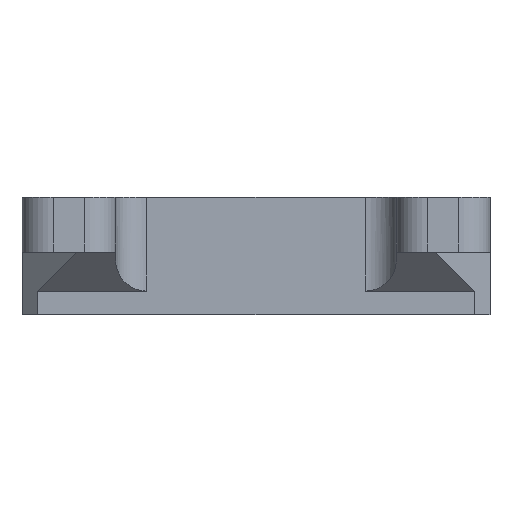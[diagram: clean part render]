
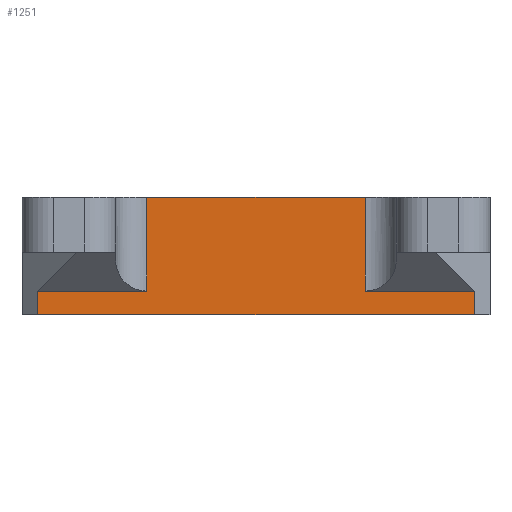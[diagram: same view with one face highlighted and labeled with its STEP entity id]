
A CAD part, front view. The second image highlights one B-rep face of the part: STEP entity #1251.
In plain terms, the highlighted planar face has unit normal (0, -1, 0).
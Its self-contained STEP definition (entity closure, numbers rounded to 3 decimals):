
#75=PLANE('',#1362);
#118=FACE_OUTER_BOUND('',#196,.T.);
#196=EDGE_LOOP('',(#890,#891,#892,#893,#894,#895,#896,#897));
#321=LINE('',#1959,#410);
#322=LINE('',#1963,#411);
#323=LINE('',#1965,#412);
#324=LINE('',#1967,#413);
#325=LINE('',#1969,#414);
#326=LINE('',#1971,#415);
#327=LINE('',#1973,#416);
#328=LINE('',#1974,#417);
#410=VECTOR('',#1557,10.);
#411=VECTOR('',#1562,10.);
#412=VECTOR('',#1563,10.);
#413=VECTOR('',#1564,10.);
#414=VECTOR('',#1565,10.);
#415=VECTOR('',#1566,10.);
#416=VECTOR('',#1567,10.);
#417=VECTOR('',#1568,10.);
#585=VERTEX_POINT('',#1956);
#586=VERTEX_POINT('',#1958);
#587=VERTEX_POINT('',#1962);
#588=VERTEX_POINT('',#1964);
#589=VERTEX_POINT('',#1966);
#590=VERTEX_POINT('',#1968);
#591=VERTEX_POINT('',#1970);
#592=VERTEX_POINT('',#1972);
#705=EDGE_CURVE('',#585,#586,#321,.T.);
#707=EDGE_CURVE('',#586,#587,#322,.T.);
#708=EDGE_CURVE('',#588,#585,#323,.T.);
#709=EDGE_CURVE('',#589,#588,#324,.T.);
#710=EDGE_CURVE('',#589,#590,#325,.T.);
#711=EDGE_CURVE('',#591,#590,#326,.T.);
#712=EDGE_CURVE('',#592,#591,#327,.T.);
#713=EDGE_CURVE('',#587,#592,#328,.T.);
#890=ORIENTED_EDGE('',*,*,#707,.F.);
#891=ORIENTED_EDGE('',*,*,#705,.F.);
#892=ORIENTED_EDGE('',*,*,#708,.F.);
#893=ORIENTED_EDGE('',*,*,#709,.F.);
#894=ORIENTED_EDGE('',*,*,#710,.T.);
#895=ORIENTED_EDGE('',*,*,#711,.F.);
#896=ORIENTED_EDGE('',*,*,#712,.F.);
#897=ORIENTED_EDGE('',*,*,#713,.F.);
#1251=ADVANCED_FACE('',(#118),#75,.T.);
#1362=AXIS2_PLACEMENT_3D('',#1961,#1560,#1561);
#1557=DIRECTION('',(1.,0.,0.));
#1560=DIRECTION('center_axis',(0.,-1.,0.));
#1561=DIRECTION('ref_axis',(1.,0.,0.));
#1562=DIRECTION('',(0.,0.,1.));
#1563=DIRECTION('',(0.,0.,1.));
#1564=DIRECTION('',(-1.,0.,0.));
#1565=DIRECTION('',(0.,0.,1.));
#1566=DIRECTION('',(1.,0.,0.));
#1567=DIRECTION('',(0.,0.,-1.));
#1568=DIRECTION('',(1.,0.,0.));
#1956=CARTESIAN_POINT('',(-28.,-30.,3.));
#1958=CARTESIAN_POINT('',(-14.,-30.,3.));
#1959=CARTESIAN_POINT('',(-2.,-30.,3.));
#1961=CARTESIAN_POINT('Origin',(-28.,-30.,0.));
#1962=CARTESIAN_POINT('',(-14.,-30.,15.));
#1963=CARTESIAN_POINT('',(-14.,-30.,4.));
#1964=CARTESIAN_POINT('',(-28.,-30.,0.));
#1965=CARTESIAN_POINT('',(-28.,-30.,0.));
#1966=CARTESIAN_POINT('',(28.,-30.,0.));
#1967=CARTESIAN_POINT('',(28.,-30.,0.));
#1968=CARTESIAN_POINT('',(28.,-30.,3.));
#1969=CARTESIAN_POINT('',(28.,-30.,0.));
#1970=CARTESIAN_POINT('',(14.,-30.,3.));
#1971=CARTESIAN_POINT('',(-2.,-30.,3.));
#1972=CARTESIAN_POINT('',(14.,-30.,15.));
#1973=CARTESIAN_POINT('',(14.,-30.,4.));
#1974=CARTESIAN_POINT('',(-28.,-30.,15.));
